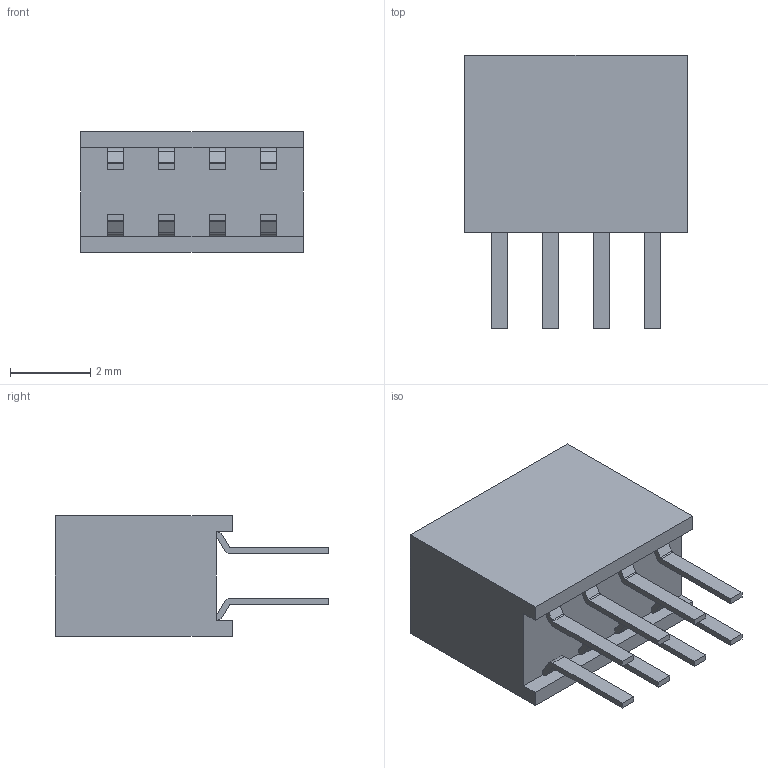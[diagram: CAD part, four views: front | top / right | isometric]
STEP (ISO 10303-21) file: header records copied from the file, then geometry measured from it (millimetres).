
FILE_DESCRIPTION (( 'STEP AP214' ), '1' );
FILE_NAME ('20021311-00008T1LF.STEP', '2023-05-22T21:43:15', ( '' ), ( '' ), 'SwSTEP 2.0', 'SolidWorks 2021', '' );
FILE_SCHEMA (( 'AUTOMOTIVE_DESIGN' ));
Length unit declared in the file: millimetre
Products named in the file (3): pin^20021311 ass; 20021311-00008T1LF; 20021311 body_4
Assembly tree (5 placements, depth 2):
  20021311-00008T1LF
    20021311 body_4
    pin^20021311 ass  x4
Bounding box: 5.54 x 6.8 x 3 mm (x, y, z)
Volume: 68.9 mm3; surface area: 140.3 mm2
Topology: 9 solids, 9 shells, 146 faces, 360 edges, 240 vertices
Faces by surface type: plane 114, cylinder 32
Entity records: 2283 total; most frequent: CARTESIAN_POINT 382, DIRECTION 360, ORIENTED_EDGE 360, EDGE_CURVE 180, VECTOR 164, LINE 164, VERTEX_POINT 120, AXIS2_PLACEMENT_3D 98
